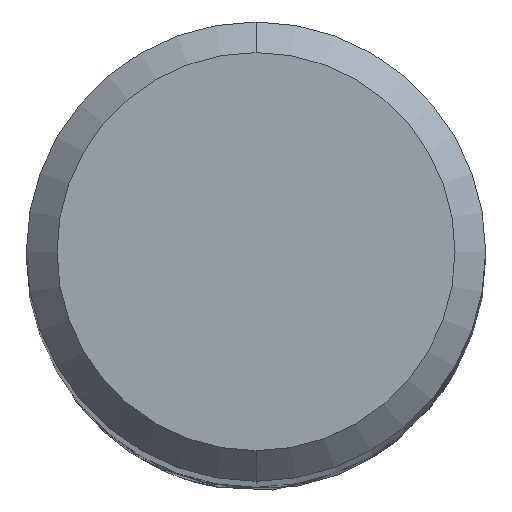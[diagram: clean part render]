
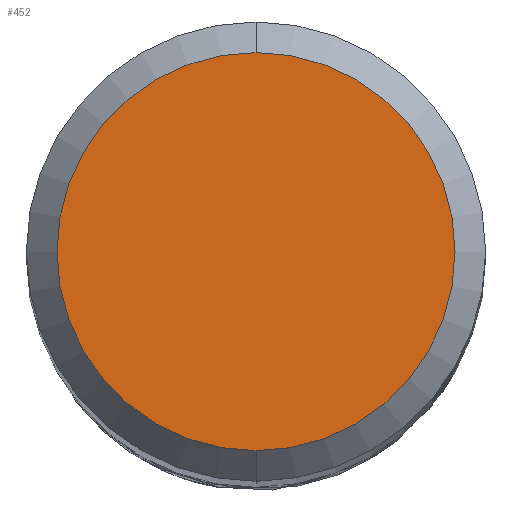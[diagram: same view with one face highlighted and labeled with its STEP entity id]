
A CAD part, top view. The second image highlights one B-rep face of the part: STEP entity #452.
In plain terms, the highlighted planar face has unit normal (0, 0, 1).
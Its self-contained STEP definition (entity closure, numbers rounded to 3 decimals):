
#356=EDGE_CURVE('',#684,#776,#971,.T.);
#424=EDGE_CURVE('',#776,#684,#1045,.T.);
#452=ADVANCED_FACE('',(#1076),#1077,.T.);
#684=VERTEX_POINT('',#1335);
#776=VERTEX_POINT('',#1435);
#971=CIRCLE('',#2887,2.6);
#1045=CIRCLE('',#3206,2.6);
#1076=FACE_OUTER_BOUND('',#3312,.T.);
#1077=PLANE('',#3313);
#1335=CARTESIAN_POINT('',(0.,-2.6,0.0));
#1435=CARTESIAN_POINT('',(0.0,2.6,0.0));
#2887=AXIS2_PLACEMENT_3D('',#9435,#9436,#9437);
#3206=AXIS2_PLACEMENT_3D('',#9504,#9505,#9506);
#3312=EDGE_LOOP('',(#9543,#9544));
#3313=AXIS2_PLACEMENT_3D('',#9545,#9546,#9547);
#9435=CARTESIAN_POINT('',(0.0,0.0,0.0));
#9436=DIRECTION('',(0.0,0.0,-1.0));
#9437=DIRECTION('',(0.0,1.0,0.0));
#9504=CARTESIAN_POINT('',(0.0,0.0,0.0));
#9505=DIRECTION('',(0.0,0.0,-1.0));
#9506=DIRECTION('',(0.0,1.0,0.0));
#9543=ORIENTED_EDGE('',*,*,#424,.F.);
#9544=ORIENTED_EDGE('',*,*,#356,.F.);
#9545=CARTESIAN_POINT('',(0.0,1.3,0.0));
#9546=DIRECTION('',(-0.0,0.0,1.0));
#9547=DIRECTION('',(0.0,-1.0,0.0));
